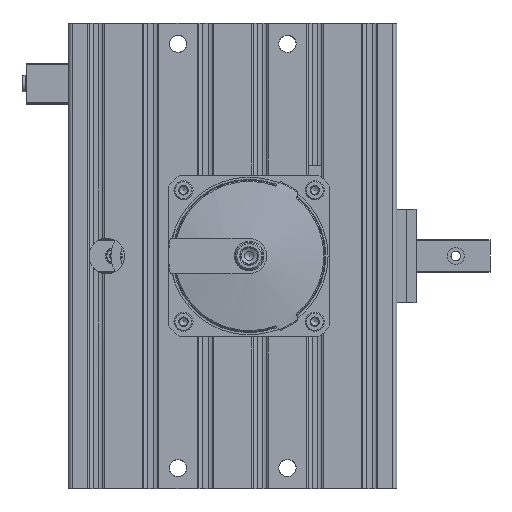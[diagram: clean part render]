
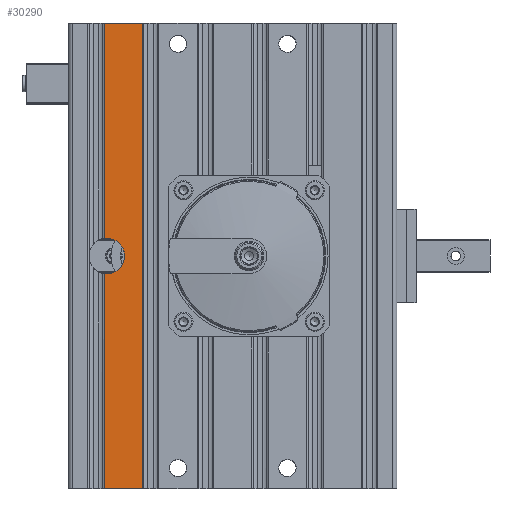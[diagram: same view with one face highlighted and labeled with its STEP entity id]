
A CAD part, left-side view. The second image highlights one B-rep face of the part: STEP entity #30290.
In plain terms, the highlighted planar face has unit normal (-1, 0, 0).
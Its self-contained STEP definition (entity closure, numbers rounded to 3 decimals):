
#2011=LINE('',#46539,#4357);
#2012=LINE('',#46546,#4358);
#2207=LINE('',#47603,#4553);
#2208=LINE('',#47605,#4554);
#2209=LINE('',#47607,#4555);
#4357=VECTOR('',#36894,1000.);
#4358=VECTOR('',#36897,1000.);
#4553=VECTOR('',#37528,1000.);
#4554=VECTOR('',#37529,1000.);
#4555=VECTOR('',#37530,1000.);
#7257=ORIENTED_EDGE('',*,*,#15757,.F.);
#7258=ORIENTED_EDGE('',*,*,#15391,.T.);
#7259=ORIENTED_EDGE('',*,*,#15758,.T.);
#7260=ORIENTED_EDGE('',*,*,#15759,.F.);
#7261=ORIENTED_EDGE('',*,*,#15760,.F.);
#7262=ORIENTED_EDGE('',*,*,#15393,.T.);
#15391=EDGE_CURVE('',#19678,#19679,#2011,.T.);
#15393=EDGE_CURVE('',#19681,#19680,#2012,.T.);
#15757=EDGE_CURVE('',#19678,#19680,#22690,.F.);
#15758=EDGE_CURVE('',#19679,#19952,#2207,.T.);
#15759=EDGE_CURVE('',#19953,#19952,#2208,.T.);
#15760=EDGE_CURVE('',#19681,#19953,#2209,.T.);
#19678=VERTEX_POINT('',#46536);
#19679=VERTEX_POINT('',#46538);
#19680=VERTEX_POINT('',#46545);
#19681=VERTEX_POINT('',#46547);
#19952=VERTEX_POINT('',#47604);
#19953=VERTEX_POINT('',#47606);
#22690=CIRCLE('',#33442,6.5);
#24164=EDGE_LOOP('',(#7257,#7258,#7259,#7260,#7261,#7262));
#26748=FACE_BOUND('',#24164,.T.);
#29258=PLANE('',#33441);
#30290=ADVANCED_FACE('',(#26748),#29258,.F.);
#33441=AXIS2_PLACEMENT_3D('',#47601,#37524,#37525);
#33442=AXIS2_PLACEMENT_3D('',#47602,#37526,#37527);
#36894=DIRECTION('',(0.,0.,-1.));
#36897=DIRECTION('',(0.,0.,-1.));
#37524=DIRECTION('',(1.,0.,0.));
#37525=DIRECTION('',(0.,1.,0.));
#37526=DIRECTION('',(1.,0.,0.));
#37527=DIRECTION('',(0.,1.,0.));
#37528=DIRECTION('',(0.,-1.,0.));
#37529=DIRECTION('',(0.,0.,-1.));
#37530=DIRECTION('',(0.,-1.,0.));
#46536=CARTESIAN_POINT('',(0.,47.,-6.423));
#46538=CARTESIAN_POINT('',(0.,47.,-85.));
#46539=CARTESIAN_POINT('',(0.,47.,85.));
#46545=CARTESIAN_POINT('',(0.,47.,6.423));
#46546=CARTESIAN_POINT('',(0.,47.,85.));
#46547=CARTESIAN_POINT('',(0.,47.,85.));
#47601=CARTESIAN_POINT('',(0.,47.,85.));
#47602=CARTESIAN_POINT('',(0.,46.,0.));
#47603=CARTESIAN_POINT('',(0.,47.,-85.));
#47604=CARTESIAN_POINT('',(0.,33.,-85.));
#47605=CARTESIAN_POINT('',(0.,33.,85.));
#47606=CARTESIAN_POINT('',(0.,33.,85.));
#47607=CARTESIAN_POINT('',(0.,47.,85.));
